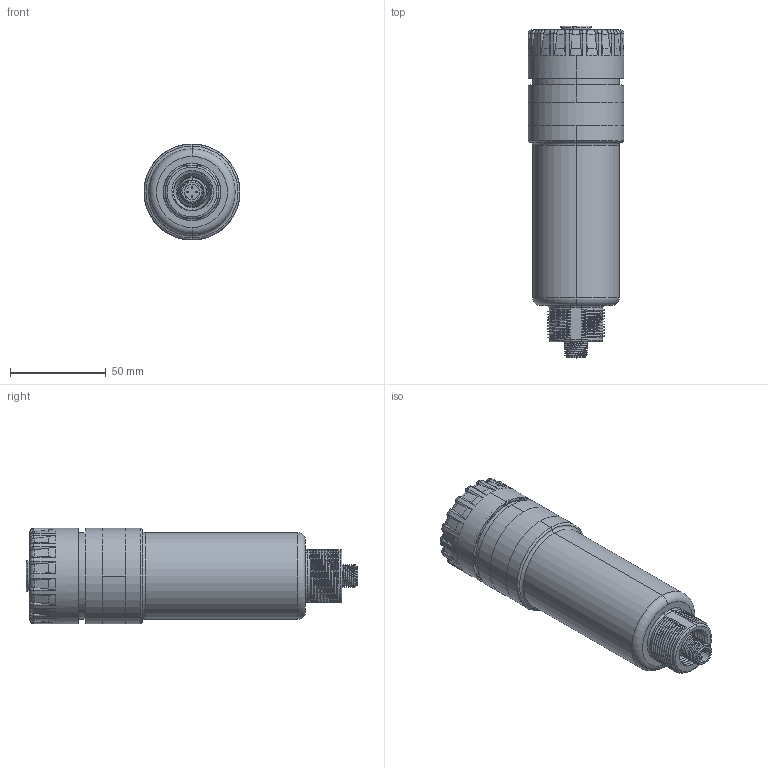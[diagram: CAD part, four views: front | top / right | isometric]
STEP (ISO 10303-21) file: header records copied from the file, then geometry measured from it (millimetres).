
FILE_DESCRIPTION((''),'2;1');
FILE_NAME('168278_ASM','2014-06-26T',('pdmadmin'),(''),'PRO/ENGINEER BY PARAMETRIC TECHNOLOGY CORPORATION, 2013230','PRO/ENGINEER BY PARAMETRIC TECHNOLOGY CORPORATION, 2013230','');
FILE_SCHEMA(('CONFIG_CONTROL_DESIGN'));
Products named in the file (8): 163979; 141960; 08427_NO_ORING; 158231_WEB; 158950; 143281_WEB_MODEL; 143282; 168278_ASM
Assembly tree (7 placements, depth 2):
  168278_ASM
    163979
    141960
    08427_NO_ORING
    158231_WEB
    158950
    143281_WEB_MODEL
    143282
Bounding box: 50 x 173 x 50 mm (x, y, z)
Volume: 93845.5 mm3; surface area: 76096.5 mm2
Topology: 7 solids, 7 shells, 1543 faces, 3769 edges, 2307 vertices
Faces by surface type: cylinder 496, bspline 326, plane 307, torus 254, cone 88, sphere 72
Entity records: 99103 total; most frequent: CARTESIAN_POINT 64580, ORIENTED_EDGE 7534, DIRECTION 6858, EDGE_CURVE 3767, AXIS2_PLACEMENT_3D 2874, VERTEX_POINT 2307, CIRCLE 1642, EDGE_LOOP 1638
